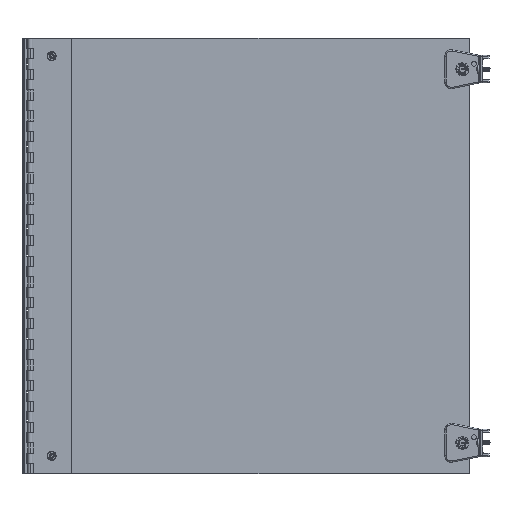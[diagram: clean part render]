
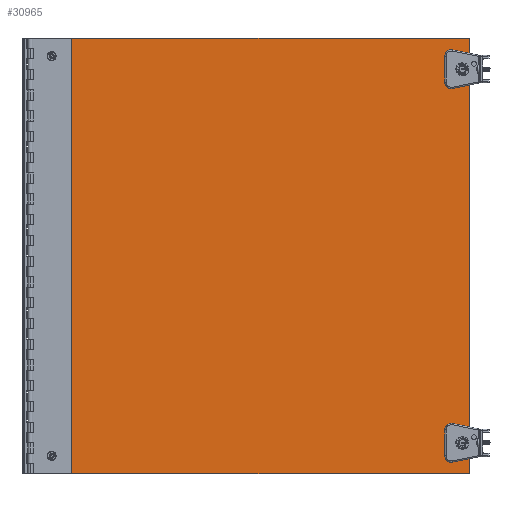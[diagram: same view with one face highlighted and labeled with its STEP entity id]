
A CAD part, front view. The second image highlights one B-rep face of the part: STEP entity #30965.
In plain terms, the highlighted planar face has unit normal (0, -1, 0).
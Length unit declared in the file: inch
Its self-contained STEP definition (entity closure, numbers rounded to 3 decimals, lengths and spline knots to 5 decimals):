
#412 = ORIENTED_EDGE ( 'NONE', *, *, #26684, .T. ) ;
#694 = LINE ( 'NONE', #10968, #59479 ) ;
#1365 = VERTEX_POINT ( 'NONE', #57232 ) ;
#1735 = DIRECTION ( 'NONE',  ( 0., 0., 1. ) ) ;
#2602 = DIRECTION ( 'NONE',  ( 0., 0., 1. ) ) ;
#2721 = AXIS2_PLACEMENT_3D ( 'NONE', #37788, #60069, #1735 ) ;
#2769 = ORIENTED_EDGE ( 'NONE', *, *, #58644, .T. ) ;
#2869 = ORIENTED_EDGE ( 'NONE', *, *, #66241, .F. ) ;
#3366 = CIRCLE ( 'NONE', #4443, 0.156 ) ;
#3738 = DIRECTION ( 'NONE',  ( 0., 1., 0. ) ) ;
#3949 = CIRCLE ( 'NONE', #25897, 0.156 ) ;
#4250 = AXIS2_PLACEMENT_3D ( 'NONE', #30637, #45444, #24814 ) ;
#4443 = AXIS2_PLACEMENT_3D ( 'NONE', #30591, #4491, #37083 ) ;
#4491 = DIRECTION ( 'NONE',  ( 0., 1., 0. ) ) ;
#5059 = DIRECTION ( 'NONE',  ( 0., 0., 1. ) ) ;
#5324 = DIRECTION ( 'NONE',  ( 0., 1., 0. ) ) ;
#5932 = CARTESIAN_POINT ( 'NONE',  ( -10.5, -0.08, -10.5 ) ) ;
#6578 = CARTESIAN_POINT ( 'NONE',  ( 9.781, -0.08, 9.625 ) ) ;
#6745 = EDGE_CURVE ( 'NONE', #41734, #1365, #3949, .T. ) ;
#6955 = ORIENTED_EDGE ( 'NONE', *, *, #35060, .F. ) ;
#7730 = DIRECTION ( 'NONE',  ( 0., 1., 0. ) ) ;
#7885 = AXIS2_PLACEMENT_3D ( 'NONE', #11628, #10953, #53887 ) ;
#8068 = EDGE_CURVE ( 'NONE', #45642, #41734, #3366, .T. ) ;
#8321 = FACE_BOUND ( 'NONE', #57620, .T. ) ;
#8999 = PLANE ( 'NONE',  #4250 ) ;
#9862 = LINE ( 'NONE', #30835, #32603 ) ;
#10117 = CARTESIAN_POINT ( 'NONE',  ( 9.469, -0.08, 9.625 ) ) ;
#10953 = DIRECTION ( 'NONE',  ( 0., 1., 0. ) ) ;
#10968 = CARTESIAN_POINT ( 'NONE',  ( -10.5, -0.08, -10.5 ) ) ;
#11407 = DIRECTION ( 'NONE',  ( 0., 1., 0. ) ) ;
#11413 = EDGE_LOOP ( 'NONE', ( #29919, #53696, #61092 ) ) ;
#11628 = CARTESIAN_POINT ( 'NONE',  ( 9.625, -0.08, 9.625 ) ) ;
#11966 = CIRCLE ( 'NONE', #20743, 0.156 ) ;
#12034 = ORIENTED_EDGE ( 'NONE', *, *, #36070, .T. ) ;
#12630 = ORIENTED_EDGE ( 'NONE', *, *, #35080, .T. ) ;
#13043 = CARTESIAN_POINT ( 'NONE',  ( 9.469, -0.08, -9.625 ) ) ;
#14270 = CARTESIAN_POINT ( 'NONE',  ( -9.781, -0.08, 9.625 ) ) ;
#15517 = DIRECTION ( 'NONE',  ( 0., 0., 1. ) ) ;
#15801 = CARTESIAN_POINT ( 'NONE',  ( 9.625, -0.08, 9.625 ) ) ;
#16074 = ORIENTED_EDGE ( 'NONE', *, *, #60819, .T. ) ;
#16080 = VERTEX_POINT ( 'NONE', #49344 ) ;
#16559 = CARTESIAN_POINT ( 'NONE',  ( 9.625, -0.08, -9.625 ) ) ;
#17151 = EDGE_CURVE ( 'NONE', #35772, #29070, #9862, .T. ) ;
#17154 = CARTESIAN_POINT ( 'NONE',  ( 9.625, -0.08, -9.625 ) ) ;
#17679 = VERTEX_POINT ( 'NONE', #64731 ) ;
#18970 = FACE_BOUND ( 'NONE', #11413, .T. ) ;
#19450 = CARTESIAN_POINT ( 'NONE',  ( -9.625, -0.08, -9.469 ) ) ;
#19953 = VERTEX_POINT ( 'NONE', #10117 ) ;
#20454 = CARTESIAN_POINT ( 'NONE',  ( -9.625, -0.08, 9.781 ) ) ;
#20694 = CIRCLE ( 'NONE', #59075, 0.156 ) ;
#20743 = AXIS2_PLACEMENT_3D ( 'NONE', #63562, #63912, #15517 ) ;
#20843 = CIRCLE ( 'NONE', #63625, 0.156 ) ;
#21616 = DIRECTION ( 'NONE',  ( 0., 1., 0. ) ) ;
#21618 = DIRECTION ( 'NONE',  ( 0., 0., 1. ) ) ;
#21636 = CARTESIAN_POINT ( 'NONE',  ( -9.469, -0.08, 9.625 ) ) ;
#23848 = CARTESIAN_POINT ( 'NONE',  ( 9.625, -0.08, 9.781 ) ) ;
#23914 = DIRECTION ( 'NONE',  ( 0., 1., 0. ) ) ;
#24814 = DIRECTION ( 'NONE',  ( 0., 0., 1. ) ) ;
#25897 = AXIS2_PLACEMENT_3D ( 'NONE', #55910, #3738, #47660 ) ;
#25928 = DIRECTION ( 'NONE',  ( 0., 0., 1. ) ) ;
#26431 = DIRECTION ( 'NONE',  ( 0., 0., 1. ) ) ;
#26433 = DIRECTION ( 'NONE',  ( -1., 0., 0. ) ) ;
#26684 = EDGE_CURVE ( 'NONE', #63177, #51903, #48557, .T. ) ;
#27722 = AXIS2_PLACEMENT_3D ( 'NONE', #28738, #23914, #5059 ) ;
#28738 = CARTESIAN_POINT ( 'NONE',  ( -9.625, -0.08, 9.625 ) ) ;
#29070 = VERTEX_POINT ( 'NONE', #36594 ) ;
#29919 = ORIENTED_EDGE ( 'NONE', *, *, #8068, .T. ) ;
#30313 = FACE_BOUND ( 'NONE', #62018, .T. ) ;
#30591 = CARTESIAN_POINT ( 'NONE',  ( -9.625, -0.08, -9.625 ) ) ;
#30637 = CARTESIAN_POINT ( 'NONE',  ( 0., -0.08, 0. ) ) ;
#30835 = CARTESIAN_POINT ( 'NONE',  ( -10.5, -0.08, 10.5 ) ) ;
#30952 = CIRCLE ( 'NONE', #7885, 0.156 ) ;
#30965 = ADVANCED_FACE ( 'NONE', ( #18970, #35799, #30313, #8321, #67037 ), #8999, .F. ) ;
#31361 = CIRCLE ( 'NONE', #66452, 0.156 ) ;
#32268 = EDGE_LOOP ( 'NONE', ( #41128, #412, #42705 ) ) ;
#32271 = EDGE_CURVE ( 'NONE', #66284, #63177, #11966, .T. ) ;
#32275 = DIRECTION ( 'NONE',  ( 0., 0., 1. ) ) ;
#32603 = VECTOR ( 'NONE', #41166, 39.37008 ) ;
#33128 = CARTESIAN_POINT ( 'NONE',  ( -10.5, -0.08, 10.5 ) ) ;
#34282 = EDGE_LOOP ( 'NONE', ( #6955, #2869, #50322, #36675 ) ) ;
#35060 = EDGE_CURVE ( 'NONE', #16080, #46666, #48763, .T. ) ;
#35080 = EDGE_CURVE ( 'NONE', #17679, #40709, #20843, .T. ) ;
#35772 = VERTEX_POINT ( 'NONE', #33128 ) ;
#35799 = FACE_BOUND ( 'NONE', #32268, .T. ) ;
#35915 = DIRECTION ( 'NONE',  ( 0., 0., -1. ) ) ;
#36070 = EDGE_CURVE ( 'NONE', #43668, #17679, #59313, .T. ) ;
#36333 = ORIENTED_EDGE ( 'NONE', *, *, #37376, .T. ) ;
#36594 = CARTESIAN_POINT ( 'NONE',  ( 10.5, -0.08, 10.5 ) ) ;
#36675 = ORIENTED_EDGE ( 'NONE', *, *, #65626, .F. ) ;
#36704 = DIRECTION ( 'NONE',  ( 0., 1., 0. ) ) ;
#37083 = DIRECTION ( 'NONE',  ( 0., 0., 1. ) ) ;
#37376 = EDGE_CURVE ( 'NONE', #19953, #60351, #30952, .T. ) ;
#37755 = CARTESIAN_POINT ( 'NONE',  ( 10.5, -0.08, -10.5 ) ) ;
#37788 = CARTESIAN_POINT ( 'NONE',  ( -9.625, -0.08, -9.625 ) ) ;
#39338 = CARTESIAN_POINT ( 'NONE',  ( -9.625, -0.08, 9.625 ) ) ;
#39387 = CIRCLE ( 'NONE', #53671, 0.156 ) ;
#40709 = VERTEX_POINT ( 'NONE', #66004 ) ;
#41128 = ORIENTED_EDGE ( 'NONE', *, *, #32271, .T. ) ;
#41166 = DIRECTION ( 'NONE',  ( 1., 0., 0. ) ) ;
#41734 = VERTEX_POINT ( 'NONE', #19450 ) ;
#41919 = DIRECTION ( 'NONE',  ( 0., 1., 0. ) ) ;
#42705 = ORIENTED_EDGE ( 'NONE', *, *, #55237, .T. ) ;
#43668 = VERTEX_POINT ( 'NONE', #13043 ) ;
#45444 = DIRECTION ( 'NONE',  ( 0., 1., 0. ) ) ;
#45642 = VERTEX_POINT ( 'NONE', #66847 ) ;
#46226 = CARTESIAN_POINT ( 'NONE',  ( 10.5, -0.08, 10.5 ) ) ;
#46553 = CARTESIAN_POINT ( 'NONE',  ( 9.625, -0.08, 9.625 ) ) ;
#46666 = VERTEX_POINT ( 'NONE', #5932 ) ;
#47660 = DIRECTION ( 'NONE',  ( 0., 0., 1. ) ) ;
#48557 = CIRCLE ( 'NONE', #27722, 0.156 ) ;
#48763 = LINE ( 'NONE', #37755, #57030 ) ;
#49344 = CARTESIAN_POINT ( 'NONE',  ( 10.5, -0.08, -10.5 ) ) ;
#50322 = ORIENTED_EDGE ( 'NONE', *, *, #17151, .F. ) ;
#51903 = VERTEX_POINT ( 'NONE', #21636 ) ;
#52765 = AXIS2_PLACEMENT_3D ( 'NONE', #16559, #11407, #63266 ) ;
#53312 = EDGE_CURVE ( 'NONE', #1365, #45642, #61945, .T. ) ;
#53671 = AXIS2_PLACEMENT_3D ( 'NONE', #15801, #41919, #26431 ) ;
#53696 = ORIENTED_EDGE ( 'NONE', *, *, #6745, .T. ) ;
#53887 = DIRECTION ( 'NONE',  ( 0., 0., 1. ) ) ;
#55237 = EDGE_CURVE ( 'NONE', #51903, #66284, #31361, .T. ) ;
#55910 = CARTESIAN_POINT ( 'NONE',  ( -9.625, -0.08, -9.625 ) ) ;
#56617 = CARTESIAN_POINT ( 'NONE',  ( 9.625, -0.08, -9.625 ) ) ;
#57030 = VECTOR ( 'NONE', #26433, 39.37008 ) ;
#57232 = CARTESIAN_POINT ( 'NONE',  ( -9.469, -0.08, -9.625 ) ) ;
#57620 = EDGE_LOOP ( 'NONE', ( #12034, #12630, #2769 ) ) ;
#57639 = DIRECTION ( 'NONE',  ( 0., 0., 1. ) ) ;
#58644 = EDGE_CURVE ( 'NONE', #40709, #43668, #20694, .T. ) ;
#59075 = AXIS2_PLACEMENT_3D ( 'NONE', #56617, #36704, #57639 ) ;
#59090 = CIRCLE ( 'NONE', #60158, 0.156 ) ;
#59313 = CIRCLE ( 'NONE', #52765, 0.156 ) ;
#59479 = VECTOR ( 'NONE', #21618, 39.37008 ) ;
#60069 = DIRECTION ( 'NONE',  ( 0., 1., 0. ) ) ;
#60158 = AXIS2_PLACEMENT_3D ( 'NONE', #46553, #5324, #25928 ) ;
#60351 = VERTEX_POINT ( 'NONE', #23848 ) ;
#60598 = VECTOR ( 'NONE', #35915, 39.37008 ) ;
#60819 = EDGE_CURVE ( 'NONE', #61305, #19953, #59090, .T. ) ;
#61092 = ORIENTED_EDGE ( 'NONE', *, *, #53312, .T. ) ;
#61305 = VERTEX_POINT ( 'NONE', #6578 ) ;
#61706 = EDGE_CURVE ( 'NONE', #60351, #61305, #39387, .T. ) ;
#61945 = CIRCLE ( 'NONE', #2721, 0.156 ) ;
#62018 = EDGE_LOOP ( 'NONE', ( #36333, #64090, #16074 ) ) ;
#63177 = VERTEX_POINT ( 'NONE', #20454 ) ;
#63266 = DIRECTION ( 'NONE',  ( 0., 0., 1. ) ) ;
#63562 = CARTESIAN_POINT ( 'NONE',  ( -9.625, -0.08, 9.625 ) ) ;
#63625 = AXIS2_PLACEMENT_3D ( 'NONE', #17154, #21616, #32275 ) ;
#63912 = DIRECTION ( 'NONE',  ( 0., 1., 0. ) ) ;
#64090 = ORIENTED_EDGE ( 'NONE', *, *, #61706, .T. ) ;
#64731 = CARTESIAN_POINT ( 'NONE',  ( 9.625, -0.08, -9.469 ) ) ;
#65626 = EDGE_CURVE ( 'NONE', #46666, #35772, #694, .T. ) ;
#66004 = CARTESIAN_POINT ( 'NONE',  ( 9.781, -0.08, -9.625 ) ) ;
#66241 = EDGE_CURVE ( 'NONE', #29070, #16080, #66823, .T. ) ;
#66284 = VERTEX_POINT ( 'NONE', #14270 ) ;
#66452 = AXIS2_PLACEMENT_3D ( 'NONE', #39338, #7730, #2602 ) ;
#66823 = LINE ( 'NONE', #46226, #60598 ) ;
#66847 = CARTESIAN_POINT ( 'NONE',  ( -9.781, -0.08, -9.625 ) ) ;
#67037 = FACE_OUTER_BOUND ( 'NONE', #34282, .T. ) ;
